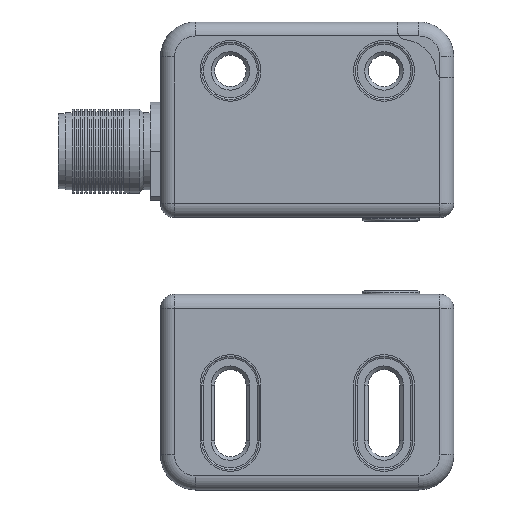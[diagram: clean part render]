
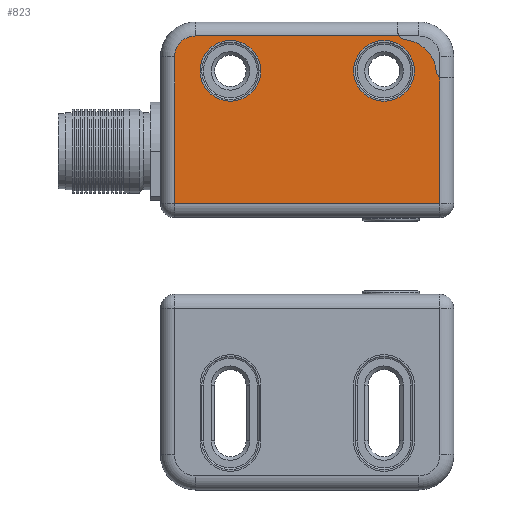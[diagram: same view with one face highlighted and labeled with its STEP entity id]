
A CAD part, top view. The second image highlights one B-rep face of the part: STEP entity #823.
In plain terms, the highlighted planar face has unit normal (0, 0, 1).
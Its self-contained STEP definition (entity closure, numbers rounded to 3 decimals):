
#371=FACE_BOUND('',#1692,.T.);
#372=FACE_BOUND('',#1693,.T.);
#373=FACE_BOUND('',#1694,.T.);
#499=PLANE('',#6369);
#823=ADVANCED_FACE('',(#371,#372,#373),#499,.F.);
#1692=EDGE_LOOP('',(#3685,#3686,#3687,#3688,#3689,#3690,#3691,#3692));
#1693=EDGE_LOOP('',(#3693));
#1694=EDGE_LOOP('',(#3694));
#2060=LINE('',#9916,#2408);
#2061=LINE('',#9918,#2409);
#2062=LINE('',#9920,#2410);
#2063=LINE('',#9928,#2411);
#2408=VECTOR('',#8101,1.);
#2409=VECTOR('',#8102,1.);
#2410=VECTOR('',#8103,1.);
#2411=VECTOR('',#8110,1.);
#3685=ORIENTED_EDGE('',*,*,#5019,.F.);
#3686=ORIENTED_EDGE('',*,*,#5125,.T.);
#3687=ORIENTED_EDGE('',*,*,#5126,.T.);
#3688=ORIENTED_EDGE('',*,*,#5127,.T.);
#3689=ORIENTED_EDGE('',*,*,#5128,.T.);
#3690=ORIENTED_EDGE('',*,*,#5129,.T.);
#3691=ORIENTED_EDGE('',*,*,#5130,.T.);
#3692=ORIENTED_EDGE('',*,*,#5131,.T.);
#3693=ORIENTED_EDGE('',*,*,#5119,.F.);
#3694=ORIENTED_EDGE('',*,*,#5117,.F.);
#4323=VERTEX_POINT('',#9699);
#4324=VERTEX_POINT('',#9700);
#4384=VERTEX_POINT('',#9900);
#4385=VERTEX_POINT('',#9904);
#4389=VERTEX_POINT('',#9917);
#4390=VERTEX_POINT('',#9919);
#4391=VERTEX_POINT('',#9921);
#4392=VERTEX_POINT('',#9923);
#4393=VERTEX_POINT('',#9925);
#4394=VERTEX_POINT('',#9927);
#5019=EDGE_CURVE('',#4323,#4324,#5547,.T.);
#5117=EDGE_CURVE('',#4384,#4384,#5624,.T.);
#5119=EDGE_CURVE('',#4385,#4385,#5625,.T.);
#5125=EDGE_CURVE('',#4323,#4389,#2060,.T.);
#5126=EDGE_CURVE('',#4389,#4390,#2061,.T.);
#5127=EDGE_CURVE('',#4390,#4391,#2062,.T.);
#5128=EDGE_CURVE('',#4391,#4392,#5629,.T.);
#5129=EDGE_CURVE('',#4392,#4393,#5630,.T.);
#5130=EDGE_CURVE('',#4393,#4394,#5631,.T.);
#5131=EDGE_CURVE('',#4394,#4324,#2063,.T.);
#5547=CIRCLE('',#6238,3.);
#5624=CIRCLE('',#6358,4.35);
#5625=CIRCLE('',#6360,4.35);
#5629=CIRCLE('',#6366,1.);
#5630=CIRCLE('',#6367,5.);
#5631=CIRCLE('',#6368,1.);
#6238=AXIS2_PLACEMENT_3D('',#9698,#7821,#7822);
#6358=AXIS2_PLACEMENT_3D('',#9901,#8082,#8083);
#6360=AXIS2_PLACEMENT_3D('',#9905,#8087,#8088);
#6366=AXIS2_PLACEMENT_3D('',#9922,#8104,#8105);
#6367=AXIS2_PLACEMENT_3D('',#9924,#8106,#8107);
#6368=AXIS2_PLACEMENT_3D('',#9926,#8108,#8109);
#6369=AXIS2_PLACEMENT_3D('',#9929,#8111,#8112);
#7821=DIRECTION('',(0.,0.,-1.));
#7822=DIRECTION('',(1.,0.,0.));
#8082=DIRECTION('',(0.,0.,1.));
#8083=DIRECTION('',(-1.,0.,0.));
#8087=DIRECTION('',(0.,0.,1.));
#8088=DIRECTION('',(-1.,0.,0.));
#8101=DIRECTION('',(0.,-1.,0.));
#8102=DIRECTION('',(1.,0.,0.));
#8103=DIRECTION('',(0.,1.,0.));
#8104=DIRECTION('',(0.,0.,-1.));
#8105=DIRECTION('',(1.,0.,0.));
#8106=DIRECTION('',(0.,0.,1.));
#8107=DIRECTION('',(1.,0.,0.));
#8108=DIRECTION('',(0.,0.,-1.));
#8109=DIRECTION('',(1.,0.,0.));
#8110=DIRECTION('',(-1.,0.,0.));
#8111=DIRECTION('',(0.,0.,-1.));
#8112=DIRECTION('',(-1.,0.,0.));
#9698=CARTESIAN_POINT('',(19.9,13.5,9.));
#9699=CARTESIAN_POINT('',(16.9,13.5,9.));
#9700=CARTESIAN_POINT('',(19.9,16.5,9.));
#9900=CARTESIAN_POINT('',(29.25,11.5,9.));
#9901=CARTESIAN_POINT('',(24.9,11.5,9.));
#9904=CARTESIAN_POINT('',(51.25,11.5,9.));
#9905=CARTESIAN_POINT('',(46.9,11.5,9.));
#9916=CARTESIAN_POINT('',(16.9,-11.5,9.));
#9917=CARTESIAN_POINT('',(16.9,-7.5,9.));
#9918=CARTESIAN_POINT('',(56.9,-7.5,9.));
#9919=CARTESIAN_POINT('',(54.9,-7.5,9.));
#9920=CARTESIAN_POINT('',(54.9,-11.5,9.));
#9921=CARTESIAN_POINT('',(54.9,10.622,9.));
#9922=CARTESIAN_POINT('',(55.379,11.5,9.));
#9923=CARTESIAN_POINT('',(54.383,11.417,9.));
#9924=CARTESIAN_POINT('',(49.4,11.,9.));
#9925=CARTESIAN_POINT('',(49.817,15.983,9.));
#9926=CARTESIAN_POINT('',(49.9,16.979,9.));
#9927=CARTESIAN_POINT('',(49.022,16.5,9.));
#9928=CARTESIAN_POINT('',(56.9,16.5,9.));
#9929=CARTESIAN_POINT('',(56.9,-11.5,9.));
